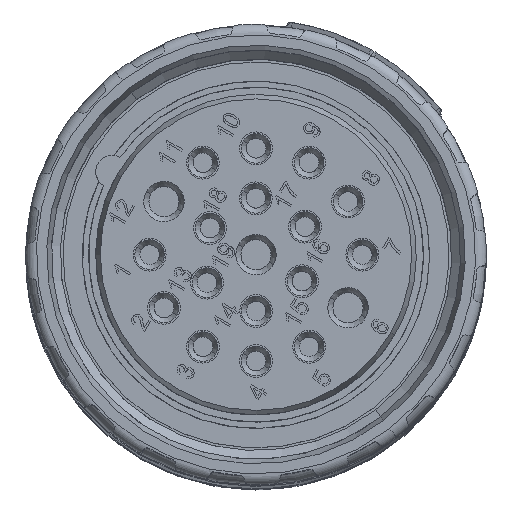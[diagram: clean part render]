
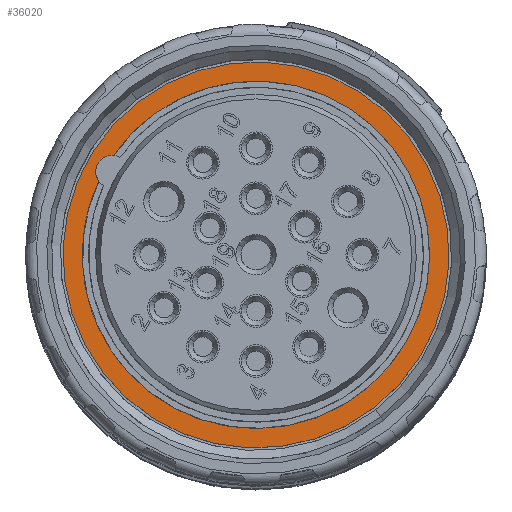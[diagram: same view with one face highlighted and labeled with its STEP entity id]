
A CAD part, top view. The second image highlights one B-rep face of the part: STEP entity #36020.
In plain terms, the highlighted planar face has unit normal (0, 0, 1).
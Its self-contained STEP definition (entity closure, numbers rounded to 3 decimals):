
#35959=AXIS2_PLACEMENT_3D('Circle Axis2P3D',#35957,#35958,$) ;
#35983=AXIS2_PLACEMENT_3D('Circle Axis2P3D',#35981,#35982,$) ;
#35996=AXIS2_PLACEMENT_3D('Plane Axis2P3D',#35993,#35994,#35995) ;
#36004=AXIS2_PLACEMENT_3D('Circle Axis2P3D',#36002,#36003,$) ;
#36013=AXIS2_PLACEMENT_3D('Circle Axis2P3D',#36011,#36012,$) ;
#35954=CARTESIAN_POINT('Vertex',(6.357,21.642,175.49)) ;
#35957=CARTESIAN_POINT('Axis2P3D Location',(13.,13.,175.49)) ;
#35961=CARTESIAN_POINT('Vertex',(19.643,4.358,175.49)) ;
#35981=CARTESIAN_POINT('Axis2P3D Location',(13.,13.,175.49)) ;
#35993=CARTESIAN_POINT('Axis2P3D Location',(6.966,20.849,175.49)) ;
#36002=CARTESIAN_POINT('Axis2P3D Location',(13.,13.,175.49)) ;
#36006=CARTESIAN_POINT('Vertex',(4.513,17.9,175.49)) ;
#36008=CARTESIAN_POINT('Vertex',(21.487,8.1,175.49)) ;
#36011=CARTESIAN_POINT('Axis2P3D Location',(13.,13.,175.49)) ;
#35958=DIRECTION('Axis2P3D Direction',(0.,0.,1.)) ;
#35982=DIRECTION('Axis2P3D Direction',(0.,0.,1.)) ;
#35994=DIRECTION('Axis2P3D Direction',(0.,0.,1.)) ;
#35995=DIRECTION('Axis2P3D XDirection',(0.5,0.866,0.)) ;
#36003=DIRECTION('Axis2P3D Direction',(0.,0.,1.)) ;
#36012=DIRECTION('Axis2P3D Direction',(0.,0.,1.)) ;
#35999=ORIENTED_EDGE('',*,*,#35985,.F.) ;
#36000=ORIENTED_EDGE('',*,*,#35963,.F.) ;
#36017=ORIENTED_EDGE('',*,*,#36010,.F.) ;
#36018=ORIENTED_EDGE('',*,*,#36015,.F.) ;
#36019=FACE_BOUND('',#36016,.T.) ;
#36020=ADVANCED_FACE('Hauptkoerper',(#36001,#36019),#35997,.T.) ;
#35960=CIRCLE('generated circle',#35959,10.9) ;
#35984=CIRCLE('generated circle',#35983,10.9) ;
#36005=CIRCLE('generated circle',#36004,9.8) ;
#36014=CIRCLE('generated circle',#36013,9.8) ;
#35963=EDGE_CURVE('',#35955,#35962,#35960,.F.) ;
#35985=EDGE_CURVE('',#35962,#35955,#35984,.F.) ;
#36010=EDGE_CURVE('',#36007,#36009,#36005,.T.) ;
#36015=EDGE_CURVE('',#36009,#36007,#36014,.T.) ;
#35998=EDGE_LOOP('',(#35999,#36000)) ;
#36016=EDGE_LOOP('',(#36017,#36018)) ;
#36001=FACE_OUTER_BOUND('',#35998,.T.) ;
#35997=PLANE('',#35996) ;
#35955=VERTEX_POINT('',#35954) ;
#35962=VERTEX_POINT('',#35961) ;
#36007=VERTEX_POINT('',#36006) ;
#36009=VERTEX_POINT('',#36008) ;
